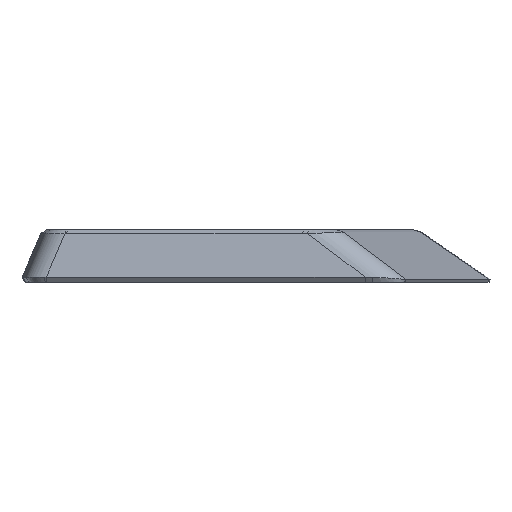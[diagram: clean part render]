
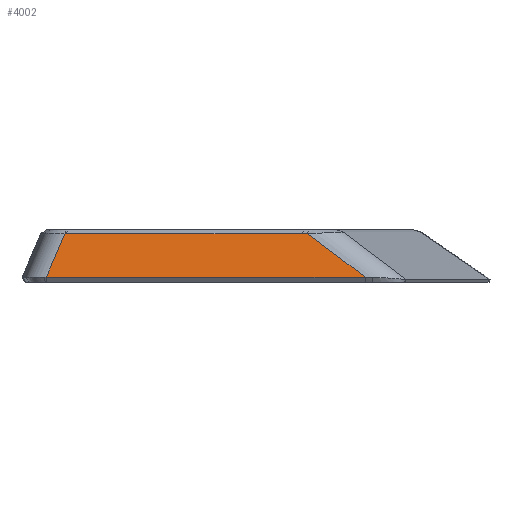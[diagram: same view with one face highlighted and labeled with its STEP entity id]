
A CAD part, left-side view. The second image highlights one B-rep face of the part: STEP entity #4002.
In plain terms, the highlighted planar face has unit normal (-0.919, 0.195, 0.342).
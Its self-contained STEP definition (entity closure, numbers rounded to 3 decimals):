
#48=PLANE('',#4256);
#185=B_SPLINE_CURVE_WITH_KNOTS('',3,(#6431,#6432,#6433,#6434),
 .UNSPECIFIED.,.F.,.F.,(4,4),(-1.145,-1.027),
 .UNSPECIFIED.);
#186=B_SPLINE_CURVE_WITH_KNOTS('',3,(#6437,#6438,#6439,#6440),
 .UNSPECIFIED.,.F.,.F.,(4,4),(0.681,0.727),
 .UNSPECIFIED.);
#383=FACE_OUTER_BOUND('',#628,.T.);
#628=EDGE_LOOP('',(#2944,#2945,#2946,#2947,#2948,#2949));
#901=LINE('',#6308,#1283);
#913=LINE('',#6420,#1295);
#914=LINE('',#6429,#1296);
#915=LINE('',#6436,#1297);
#1283=VECTOR('',#4717,10.);
#1295=VECTOR('',#4741,10.);
#1296=VECTOR('',#4744,10.);
#1297=VECTOR('',#4745,10.);
#1825=VERTEX_POINT('',#6305);
#1826=VERTEX_POINT('',#6307);
#1840=VERTEX_POINT('',#6419);
#1841=VERTEX_POINT('',#6428);
#1842=VERTEX_POINT('',#6430);
#1843=VERTEX_POINT('',#6435);
#2233=EDGE_CURVE('',#1825,#1826,#901,.T.);
#2257=EDGE_CURVE('',#1826,#1840,#913,.T.);
#2259=EDGE_CURVE('',#1841,#1825,#914,.T.);
#2260=EDGE_CURVE('',#1842,#1841,#185,.T.);
#2261=EDGE_CURVE('',#1843,#1842,#915,.T.);
#2262=EDGE_CURVE('',#1840,#1843,#186,.T.);
#2944=ORIENTED_EDGE('',*,*,#2233,.F.);
#2945=ORIENTED_EDGE('',*,*,#2259,.F.);
#2946=ORIENTED_EDGE('',*,*,#2260,.F.);
#2947=ORIENTED_EDGE('',*,*,#2261,.F.);
#2948=ORIENTED_EDGE('',*,*,#2262,.F.);
#2949=ORIENTED_EDGE('',*,*,#2257,.F.);
#4002=ADVANCED_FACE('',(#383),#48,.T.);
#4256=AXIS2_PLACEMENT_3D('',#6427,#4742,#4743);
#4717=DIRECTION('',(0.208,0.978,0.));
#4741=DIRECTION('',(0.249,-0.384,0.889));
#4742=DIRECTION('center_axis',(-0.919,0.195,0.342));
#4743=DIRECTION('ref_axis',(-0.208,-0.978,0.));
#4744=DIRECTION('',(-0.367,-0.742,-0.561));
#4745=DIRECTION('',(-0.208,-0.978,0.));
#6305=CARTESIAN_POINT('',(-151.755,-47.757,-2.721));
#6307=CARTESIAN_POINT('',(-126.934,69.018,-2.721));
#6308=CARTESIAN_POINT('',(-131.853,45.873,-2.721));
#6419=CARTESIAN_POINT('',(-122.472,62.147,13.194));
#6420=CARTESIAN_POINT('',(-120.501,59.113,20.224));
#6427=CARTESIAN_POINT('Origin',(-123.936,66.955,6.513));
#6428=CARTESIAN_POINT('',(-141.349,-26.7,13.216));
#6429=CARTESIAN_POINT('',(-132.543,-8.882,26.702));
#6430=CARTESIAN_POINT('',(-140.947,-24.766,13.19));
#6431=CARTESIAN_POINT('Ctrl Pts',(-140.947,-24.766,13.19));
#6432=CARTESIAN_POINT('Ctrl Pts',(-141.086,-25.42,13.19));
#6433=CARTESIAN_POINT('Ctrl Pts',(-141.221,-26.065,13.198));
#6434=CARTESIAN_POINT('Ctrl Pts',(-141.349,-26.7,13.216));
#6435=CARTESIAN_POINT('',(-122.58,61.647,13.19));
#6436=CARTESIAN_POINT('',(-126.369,43.818,13.19));
#6437=CARTESIAN_POINT('Ctrl Pts',(-122.472,62.147,13.194));
#6438=CARTESIAN_POINT('Ctrl Pts',(-122.508,61.981,13.192));
#6439=CARTESIAN_POINT('Ctrl Pts',(-122.544,61.814,13.19));
#6440=CARTESIAN_POINT('Ctrl Pts',(-122.58,61.647,13.19));
